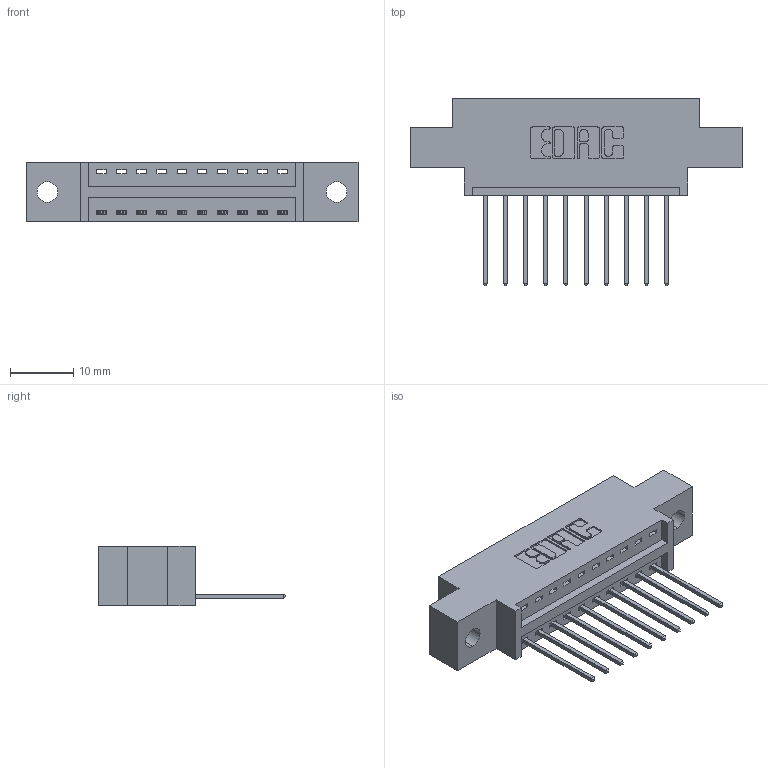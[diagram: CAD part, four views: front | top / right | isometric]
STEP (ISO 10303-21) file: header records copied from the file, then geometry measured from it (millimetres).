
FILE_DESCRIPTION (( 'STEP AP203' ), '1' );
FILE_NAME ('346-010-540-602.STEP', '2018-08-17T07:15:03', ( '' ), ( '' ), 'SwSTEP 2.0', 'SolidWorks 2016', '' );
FILE_SCHEMA (( 'CONFIG_CONTROL_DESIGN' ));
Length unit declared in the file: inch
Products named in the file (3): 346 Part_0.170 Offset - 0.128 Dia; 345-292-001_345-293-140; 346-010-540-602
Assembly tree (11 placements, depth 2):
  346-010-540-602
    346 Part_0.170 Offset - 0.128 Dia
    345-292-001_345-293-140  x10
Bounding box: 52.32 x 29.46 x 9.4 mm (x, y, z)
Volume: 4610.3 mm3; surface area: 5405 mm2
Topology: 11 solids, 11 shells, 706 faces, 2101 edges, 1386 vertices
Faces by surface type: plane 480, cylinder 226
Entity records: 10667 total; most frequent: CARTESIAN_POINT 1846, ORIENTED_EDGE 1790, DIRECTION 1667, EDGE_CURVE 895, LINE 723, VECTOR 723, VERTEX_POINT 594, AXIS2_PLACEMENT_3D 472
